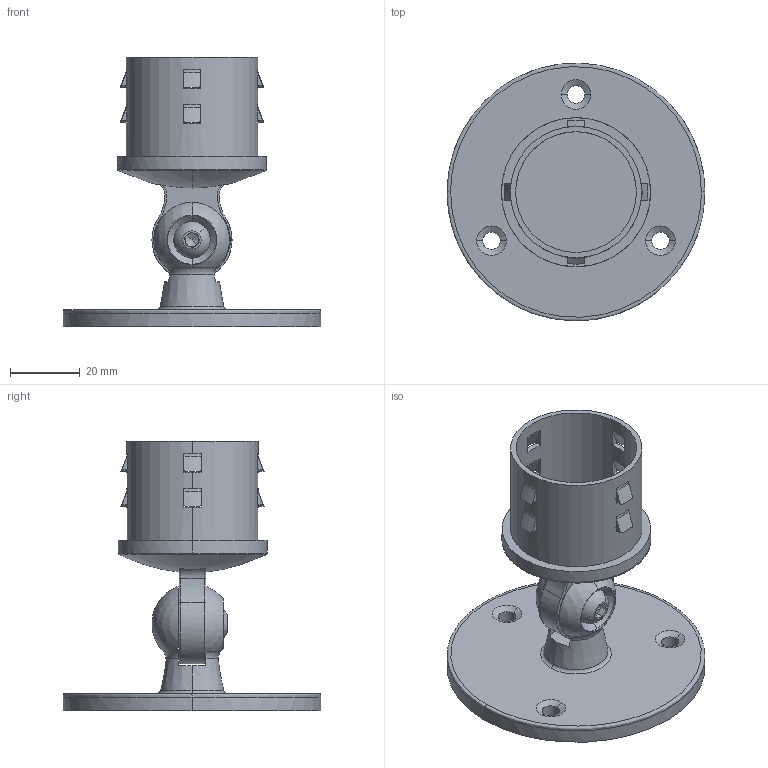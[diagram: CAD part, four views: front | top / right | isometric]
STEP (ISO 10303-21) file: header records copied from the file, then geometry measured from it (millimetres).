
FILE_DESCRIPTION (( 'STEP AP214' ), '1' );
FILE_NAME ('àðò. KRT209.STEP', '2014-06-26T08:38:52', ( '' ), ( '' ), 'SwSTEP 2.0', 'SolidWorks 2014', '' );
FILE_SCHEMA (( 'AUTOMOTIVE_DESIGN' ));
Length unit declared in the file: millimetre
Products named in the file (4): àðò. KRT209; àðò. KRT209.02; socket button head cap screw_am_B18.3.4M - 6 x 1.0 x 10 SBHCS --N; àðò. KRT209.01
Assembly tree (3 placements, depth 2):
  àðò. KRT209
    àðò. KRT209.01
    àðò. KRT209.02
    socket button head cap screw_am_B18.3.4M - 6 x 1.0 x 10 SBHCS --N
Bounding box: 74 x 74 x 77.5 mm (x, y, z)
Volume: 44114.6 mm3; surface area: 24065.7 mm2
Topology: 3 solids, 3 shells, 197 faces, 530 edges, 337 vertices
Faces by surface type: plane 77, bspline 48, cylinder 46, cone 14, torus 6, sphere 6
Entity records: 8493 total; most frequent: CARTESIAN_POINT 3800, ORIENTED_EDGE 1056, DIRECTION 809, EDGE_CURVE 528, VERTEX_POINT 337, AXIS2_PLACEMENT_3D 294, EDGE_LOOP 223, VECTOR 221
